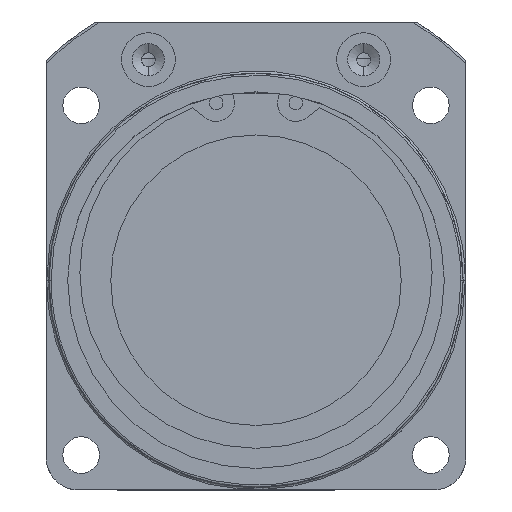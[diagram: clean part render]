
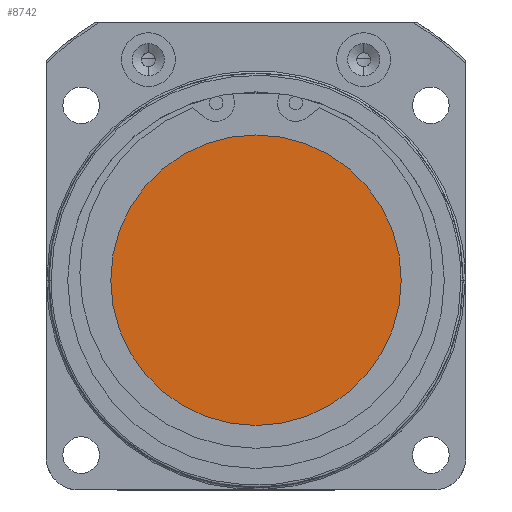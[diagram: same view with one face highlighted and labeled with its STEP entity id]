
A CAD part, front view. The second image highlights one B-rep face of the part: STEP entity #8742.
In plain terms, the highlighted planar face has unit normal (0, -1, 0).
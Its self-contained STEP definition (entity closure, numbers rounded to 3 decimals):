
#706 = EDGE_CURVE ( 'NONE', #3091, #3073, #4501, .T. ) ;
#1935 = EDGE_CURVE ( 'NONE', #3073, #3091, #7221, .T. ) ;
#2124 = AXIS2_PLACEMENT_3D ( 'NONE', #3491, #3493, #3494 ) ;
#2283 = AXIS2_PLACEMENT_3D ( 'NONE', #5135, #5134, #5133 ) ;
#3073 = VERTEX_POINT ( 'NONE', #9713 ) ;
#3091 = VERTEX_POINT ( 'NONE', #9683 ) ;
#3491 = CARTESIAN_POINT ( 'NONE',  ( 0., -123.2, 0. ) ) ;
#3493 = DIRECTION ( 'NONE',  ( 0., 1., 0. ) ) ;
#3494 = DIRECTION ( 'NONE',  ( 1., 0., 0. ) ) ;
#3774 = ORIENTED_EDGE ( 'NONE', *, *, #1935, .F. ) ;
#3775 = ORIENTED_EDGE ( 'NONE', *, *, #706, .F. ) ;
#4501 = CIRCLE ( 'NONE', #2124, 27. ) ;
#5133 = DIRECTION ( 'NONE',  ( 1., 0., 0. ) ) ;
#5134 = DIRECTION ( 'NONE',  ( 0., 1., 0. ) ) ;
#5135 = CARTESIAN_POINT ( 'NONE',  ( 0., -123.2, 0. ) ) ;
#7221 = CIRCLE ( 'NONE', #2283, 27. ) ;
#7524 = FACE_OUTER_BOUND ( 'NONE', #11051, .T. ) ;
#8742 = ADVANCED_FACE ( 'NONE', ( #7524 ), #10644, .T. ) ;
#9071 = AXIS2_PLACEMENT_3D ( 'NONE', #10638, #10647, #10648 ) ;
#9683 = CARTESIAN_POINT ( 'NONE',  ( 27., -123.2, 0. ) ) ;
#9713 = CARTESIAN_POINT ( 'NONE',  ( -27., -123.2, 0. ) ) ;
#10638 = CARTESIAN_POINT ( 'NONE',  ( 0., -123.2, 0. ) ) ;
#10644 = PLANE ( 'NONE',  #9071 ) ;
#10647 = DIRECTION ( 'NONE',  ( 0., -1., 0. ) ) ;
#10648 = DIRECTION ( 'NONE',  ( 1., 0., 0. ) ) ;
#11051 = EDGE_LOOP ( 'NONE', ( #3775, #3774 ) ) ;
